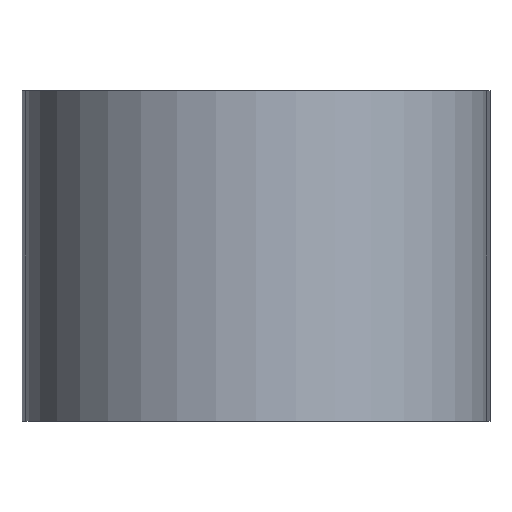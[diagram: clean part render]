
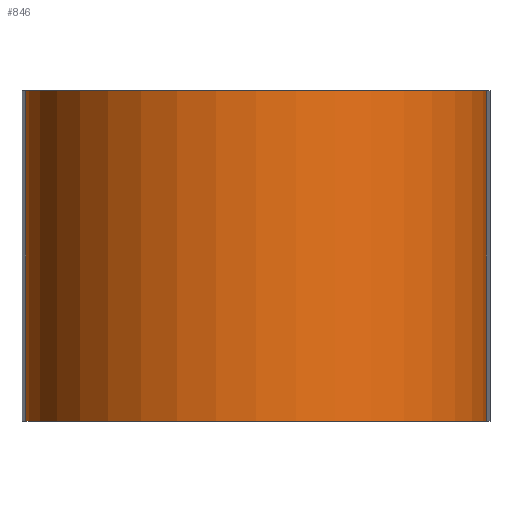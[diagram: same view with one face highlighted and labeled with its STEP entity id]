
A CAD part, front view. The second image highlights one B-rep face of the part: STEP entity #846.
In plain terms, the highlighted cylindrical face has radius 9.05 mm (diameter 18.1 mm), a partial arc.
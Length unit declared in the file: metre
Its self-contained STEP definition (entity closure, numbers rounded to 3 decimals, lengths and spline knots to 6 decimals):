
#31=CIRCLE('',#910,0.00905);
#32=CIRCLE('',#911,0.00905);
#37=CYLINDRICAL_SURFACE('',#909,0.00905);
#77=ORIENTED_EDGE('',*,*,#326,.T.);
#78=ORIENTED_EDGE('',*,*,#327,.F.);
#79=ORIENTED_EDGE('',*,*,#328,.F.);
#80=ORIENTED_EDGE('',*,*,#329,.T.);
#326=EDGE_CURVE('',#450,#451,#31,.T.);
#327=EDGE_CURVE('',#452,#451,#528,.T.);
#328=EDGE_CURVE('',#453,#452,#32,.T.);
#329=EDGE_CURVE('',#453,#450,#529,.T.);
#450=VERTEX_POINT('',#1275);
#451=VERTEX_POINT('',#1276);
#452=VERTEX_POINT('',#1278);
#453=VERTEX_POINT('',#1280);
#528=LINE('',#1277,#628);
#529=LINE('',#1281,#629);
#628=VECTOR('',#1012,1.);
#629=VECTOR('',#1015,1.);
#711=EDGE_LOOP('',(#77,#78,#79,#80));
#763=FACE_BOUND('',#711,.T.);
#846=ADVANCED_FACE('',(#763),#37,.T.);
#909=AXIS2_PLACEMENT_3D('',#1273,#1008,#1009);
#910=AXIS2_PLACEMENT_3D('',#1274,#1010,#1011);
#911=AXIS2_PLACEMENT_3D('',#1279,#1013,#1014);
#1008=DIRECTION('',(0.,0.,-1.));
#1009=DIRECTION('',(-1.,0.,0.));
#1010=DIRECTION('',(0.,0.,1.));
#1011=DIRECTION('',(1.,0.,0.));
#1012=DIRECTION('',(0.,0.,-1.));
#1013=DIRECTION('',(0.,0.,1.));
#1014=DIRECTION('',(1.,0.,0.));
#1015=DIRECTION('',(0.,0.,-1.));
#1273=CARTESIAN_POINT('',(0.,-0.06975,0.133));
#1274=CARTESIAN_POINT('',(0.,-0.06975,0.12));
#1275=CARTESIAN_POINT('',(-0.00905,-0.06975,0.12));
#1276=CARTESIAN_POINT('',(0.00905,-0.06975,0.12));
#1277=CARTESIAN_POINT('',(0.00905,-0.06975,0.133));
#1278=CARTESIAN_POINT('',(0.00905,-0.06975,0.133));
#1279=CARTESIAN_POINT('',(0.,-0.06975,0.133));
#1280=CARTESIAN_POINT('',(-0.00905,-0.06975,0.133));
#1281=CARTESIAN_POINT('',(-0.00905,-0.06975,0.133));
